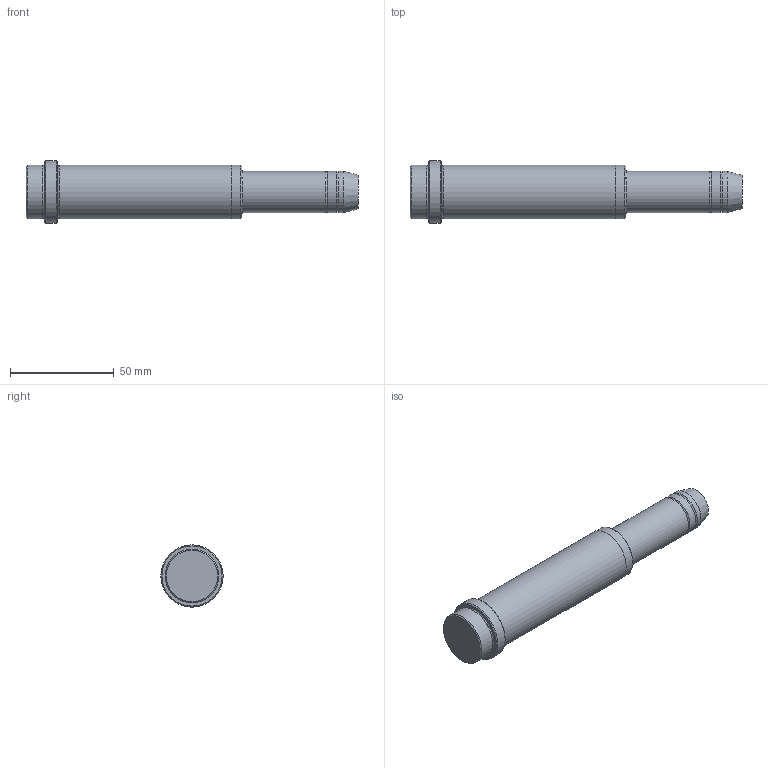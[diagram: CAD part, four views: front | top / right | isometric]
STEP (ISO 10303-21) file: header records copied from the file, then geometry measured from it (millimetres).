
FILE_DESCRIPTION( ( 'Unknown' ), '1' );
FILE_NAME( 'GC2S_20x95x56.stp', 'Unknown', ( 'Unknown' ), ( 'Unknown' ), 'XStep 1.0', 'Unknown', ' ' );
FILE_SCHEMA( ( 'CONFIG_CONTROL_DESIGN' ) );
Length unit declared in the file: millimetre
Products named in the file (1): 1
Bounding box: 160 x 30 x 30 mm (x, y, z)
Volume: 73326.4 mm3; surface area: 13403.2 mm2
Topology: 1 solids, 1 shells, 23 faces, 44 edges, 27 vertices
Faces by surface type: cylinder 7, plane 6, torus 5, cone 5
Full cylindrical faces by diameter (mm): 20 x3, 25.999 x2, 26 x1, 30 x1
Entity records: 499 total; most frequent: DIRECTION 92, CARTESIAN_POINT 68, AXIS2_PLACEMENT_3D 46, EDGE_LOOP 44, ORIENTED_EDGE 44, FACE_OUTER_BOUND 35, ADVANCED_FACE 23, EDGE_CURVE 22
